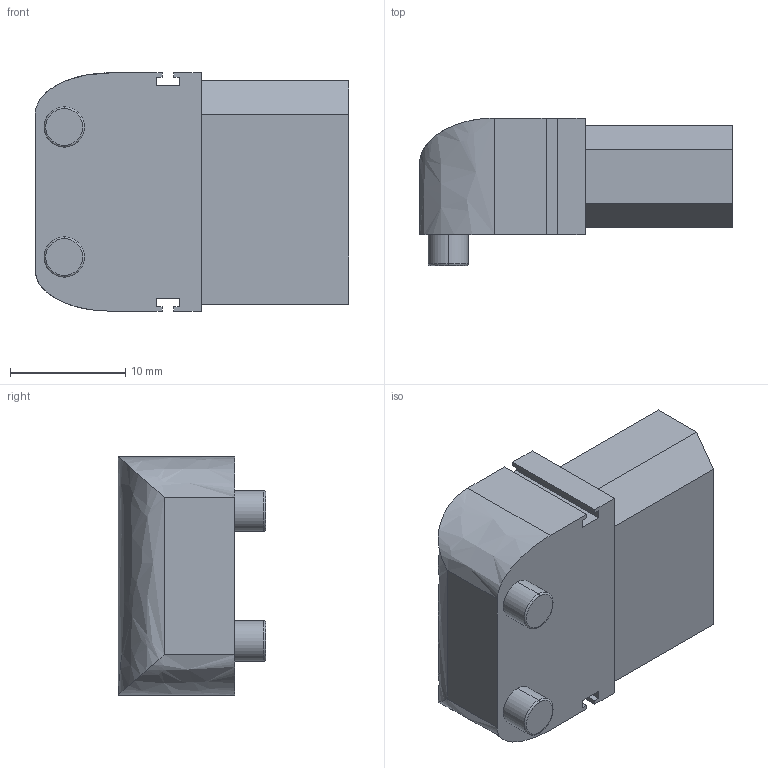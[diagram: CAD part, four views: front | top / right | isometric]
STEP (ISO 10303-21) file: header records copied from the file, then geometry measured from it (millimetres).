
FILE_DESCRIPTION (( 'STEP AP214' ), '1' );
FILE_NAME ('DD1EB64A-FC44-43FA-BF0D-9F0CBD8AE593.STEP', '2023-09-27T16:23:03', ( '' ), ( '' ), 'SwSTEP 2.0', 'SolidWorks 2022', '' );
FILE_SCHEMA (( 'AUTOMOTIVE_DESIGN' ));
Length unit declared in the file: millimetre
Products named in the file (1): DD1EB64A-FC44-43FA-BF0D-9F0CBD8AE593
Bounding box: 27.2 x 12.8 x 20.7 mm (x, y, z)
Volume: 4071.6 mm3; surface area: 3501.6 mm2
Topology: 1 solids, 1 shells, 60 faces, 141 edges, 92 vertices
Faces by surface type: plane 37, cylinder 16, torus 4, bspline 3
Entity records: 2436 total; most frequent: CARTESIAN_POINT 527, DIRECTION 287, ORIENTED_EDGE 282, EDGE_CURVE 141, AXIS2_PLACEMENT_3D 98, VERTEX_POINT 92, LINE 91, VECTOR 91
